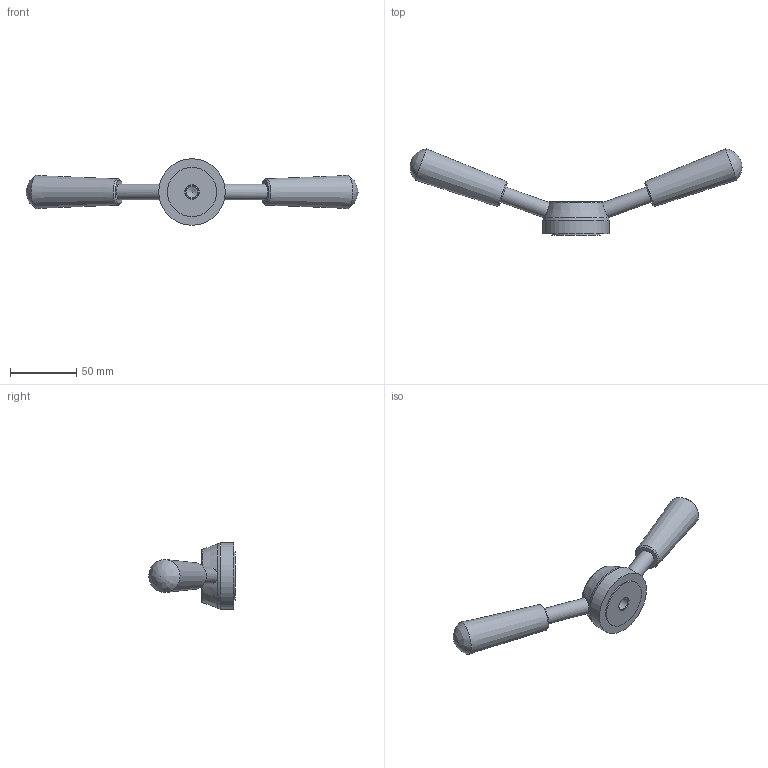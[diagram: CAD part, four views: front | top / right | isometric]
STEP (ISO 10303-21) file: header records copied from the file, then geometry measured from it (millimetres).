
FILE_DESCRIPTION(/* description */ (''),/* implementation_level */ '2;1');
FILE_NAME(/* name */ 'TA125.dxf',/* time_stamp */ '2012-11-23T18:01:33+08:00',/* author */ (''),/* organization */ (''),/* preprocessor_version */ 'ST-DEVELOPER v9',/* originating_system */ 'UGS - NX 4.0',/* authorisation */ '');
FILE_SCHEMA (('CONFIG_CONTROL_DESIGN'));
Length unit declared in the file: millimetre
Products named in the file (1): AdmiD7CDxqi5
Bounding box: 249.96 x 64.94 x 50 mm (x, y, z)
Volume: 106216.9 mm3; surface area: 21011.3 mm2
Topology: 1 solids, 1 shells, 27 faces, 60 edges, 39 vertices
Faces by surface type: plane 10, cone 9, cylinder 6, bspline 2
Full cylindrical faces by diameter (mm): 8.863 x1, 9.863 x1, 11.982 x2, 36.863 x1, 50 x1
Entity records: 802 total; most frequent: CARTESIAN_POINT 238, DIRECTION 104, ORIENTED_EDGE 66, AXIS2_PLACEMENT_3D 52, EDGE_LOOP 48, EDGE_CURVE 33, FACE_BOUND 32, VERTEX_POINT 32
